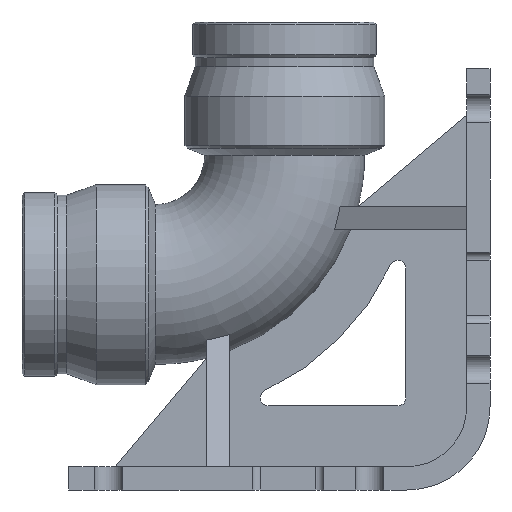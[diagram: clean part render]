
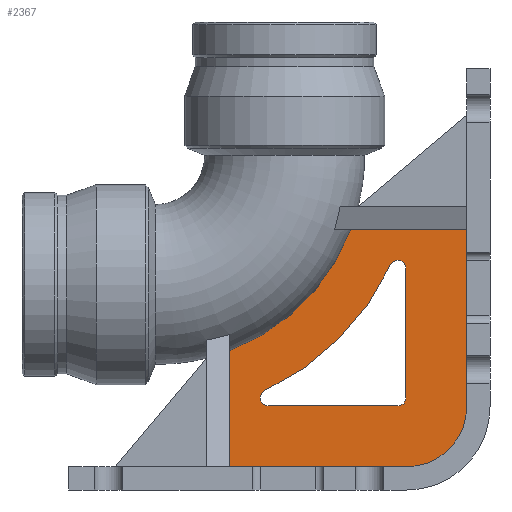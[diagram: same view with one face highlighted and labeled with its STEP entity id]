
A CAD part, front view. The second image highlights one B-rep face of the part: STEP entity #2367.
In plain terms, the highlighted planar face has unit normal (0, -1, 0).
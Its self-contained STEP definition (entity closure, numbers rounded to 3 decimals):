
#98=LINE('',#3578,#308);
#178=LINE('',#3771,#388);
#215=LINE('',#3864,#425);
#227=LINE('',#4014,#437);
#242=LINE('',#4051,#452);
#244=LINE('',#4056,#454);
#308=VECTOR('',#2786,99.096);
#388=VECTOR('',#2964,99.096);
#425=VECTOR('',#3041,64.896);
#437=VECTOR('',#3089,64.896);
#452=VECTOR('',#3136,72.504);
#454=VECTOR('',#3144,72.504);
#520=PLANE('',#2560);
#543=FACE_BOUND('',#908,.T.);
#627=CIRCLE('',#2539,117.112);
#629=CIRCLE('',#2551,4.5);
#630=CIRCLE('',#2553,145.34);
#631=CIRCLE('',#2555,4.5);
#632=CIRCLE('',#2557,4.5);
#633=CIRCLE('',#2561,33.6);
#760=FACE_OUTER_BOUND('',#907,.T.);
#907=EDGE_LOOP('',(#2094,#2095,#2096,#2097,#2098,#2099));
#908=EDGE_LOOP('',(#2100,#2101,#2102,#2103,#2104,#2105));
#1092=VERTEX_POINT('',#3575);
#1093=VERTEX_POINT('',#3577);
#1156=VERTEX_POINT('',#3768);
#1157=VERTEX_POINT('',#3770);
#1182=VERTEX_POINT('',#3852);
#1204=VERTEX_POINT('',#3991);
#1206=VERTEX_POINT('',#4031);
#1207=VERTEX_POINT('',#4032);
#1208=VERTEX_POINT('',#4037);
#1209=VERTEX_POINT('',#4041);
#1210=VERTEX_POINT('',#4045);
#1211=VERTEX_POINT('',#4047);
#1337=EDGE_CURVE('',#1092,#1093,#98,.T.);
#1435=EDGE_CURVE('',#1156,#1157,#178,.T.);
#1477=EDGE_CURVE('',#1092,#1182,#215,.T.);
#1507=EDGE_CURVE('',#1204,#1182,#627,.T.);
#1511=EDGE_CURVE('',#1204,#1157,#227,.T.);
#1520=EDGE_CURVE('',#1206,#1207,#629,.T.);
#1523=EDGE_CURVE('',#1208,#1207,#630,.T.);
#1525=EDGE_CURVE('',#1208,#1209,#631,.T.);
#1528=EDGE_CURVE('',#1210,#1211,#632,.T.);
#1530=EDGE_CURVE('',#1210,#1209,#242,.T.);
#1532=EDGE_CURVE('',#1093,#1156,#633,.T.);
#1533=EDGE_CURVE('',#1206,#1211,#244,.T.);
#2094=ORIENTED_EDGE('',*,*,#1477,.T.);
#2095=ORIENTED_EDGE('',*,*,#1507,.F.);
#2096=ORIENTED_EDGE('',*,*,#1511,.T.);
#2097=ORIENTED_EDGE('',*,*,#1435,.F.);
#2098=ORIENTED_EDGE('',*,*,#1532,.F.);
#2099=ORIENTED_EDGE('',*,*,#1337,.F.);
#2100=ORIENTED_EDGE('',*,*,#1530,.T.);
#2101=ORIENTED_EDGE('',*,*,#1525,.F.);
#2102=ORIENTED_EDGE('',*,*,#1523,.T.);
#2103=ORIENTED_EDGE('',*,*,#1520,.F.);
#2104=ORIENTED_EDGE('',*,*,#1533,.T.);
#2105=ORIENTED_EDGE('',*,*,#1528,.F.);
#2367=ADVANCED_FACE('',(#760,#543),#520,.T.);
#2539=AXIS2_PLACEMENT_3D('',#4002,#3080,#3081);
#2551=AXIS2_PLACEMENT_3D('',#4033,#3114,#3115);
#2553=AXIS2_PLACEMENT_3D('',#4038,#3120,#3121);
#2555=AXIS2_PLACEMENT_3D('',#4042,#3125,#3126);
#2557=AXIS2_PLACEMENT_3D('',#4048,#3131,#3132);
#2560=AXIS2_PLACEMENT_3D('',#4054,#3140,#3141);
#2561=AXIS2_PLACEMENT_3D('',#4055,#3142,#3143);
#2786=DIRECTION('',(0.,0.,-1.));
#2964=DIRECTION('',(-1.,0.,0.));
#3041=DIRECTION('',(-1.,0.,0.));
#3080=DIRECTION('center_axis',(0.,-1.,0.));
#3081=DIRECTION('ref_axis',(0.,0.,-1.));
#3089=DIRECTION('',(0.,0.,-1.));
#3114=DIRECTION('center_axis',(0.,-1.,0.));
#3115=DIRECTION('ref_axis',(0.216,0.,0.976));
#3120=DIRECTION('center_axis',(0.,-1.,0.));
#3121=DIRECTION('ref_axis',(0.965,0.,-0.261));
#3125=DIRECTION('center_axis',(0.,-1.,0.));
#3126=DIRECTION('ref_axis',(-0.976,0.,-0.216));
#3131=DIRECTION('center_axis',(0.,-1.,0.));
#3132=DIRECTION('ref_axis',(0.707,0.,-0.707));
#3136=DIRECTION('',(-1.,0.,0.));
#3140=DIRECTION('center_axis',(0.,-1.,0.));
#3141=DIRECTION('ref_axis',(0.,0.,-1.));
#3142=DIRECTION('center_axis',(0.,1.,0.));
#3143=DIRECTION('ref_axis',(1.,0.,0.));
#3144=DIRECTION('',(0.,0.,-1.));
#3575=CARTESIAN_POINT('',(101.95,-2.8,30.746));
#3577=CARTESIAN_POINT('',(101.95,-2.8,-68.35));
#3578=CARTESIAN_POINT('',(101.95,-2.8,-49.017));
#3768=CARTESIAN_POINT('',(68.35,-2.8,-101.95));
#3770=CARTESIAN_POINT('',(-30.746,-2.8,-101.95));
#3771=CARTESIAN_POINT('',(-45.608,-2.8,-101.95));
#3852=CARTESIAN_POINT('',(37.054,-2.8,30.746));
#3864=CARTESIAN_POINT('',(52.31,-2.8,30.746));
#3991=CARTESIAN_POINT('',(-30.746,-2.8,-37.054));
#4002=CARTESIAN_POINT('Origin',(-72.4,-2.8,72.4));
#4014=CARTESIAN_POINT('',(-30.746,-2.8,-52.31));
#4031=CARTESIAN_POINT('',(67.91,-2.8,9.094));
#4032=CARTESIAN_POINT('',(59.331,-2.8,10.995));
#4033=CARTESIAN_POINT('Origin',(63.41,-2.8,9.094));
#4037=CARTESIAN_POINT('',(-10.995,-2.8,-59.331));
#4038=CARTESIAN_POINT('Origin',(-72.4,-2.8,72.4));
#4041=CARTESIAN_POINT('',(-9.094,-2.8,-67.91));
#4042=CARTESIAN_POINT('Origin',(-9.094,-2.8,-63.41));
#4045=CARTESIAN_POINT('',(63.41,-2.8,-67.91));
#4047=CARTESIAN_POINT('',(67.91,-2.8,-63.41));
#4048=CARTESIAN_POINT('Origin',(63.41,-2.8,-63.41));
#4051=CARTESIAN_POINT('',(48.797,-2.8,-67.91));
#4054=CARTESIAN_POINT('Origin',(29.683,-2.8,-29.683));
#4055=CARTESIAN_POINT('Origin',(68.35,-2.8,-68.35));
#4056=CARTESIAN_POINT('',(67.91,-2.8,2.406));
